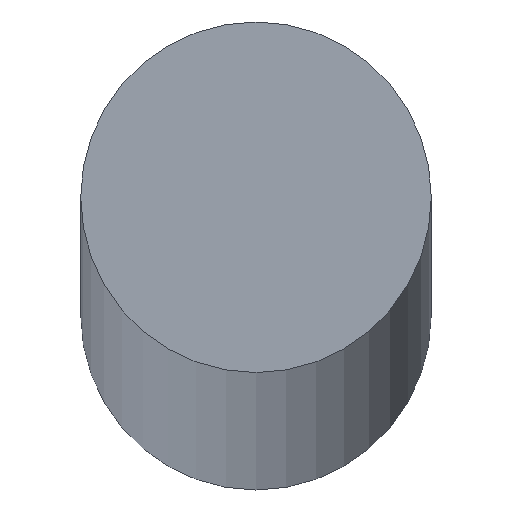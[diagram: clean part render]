
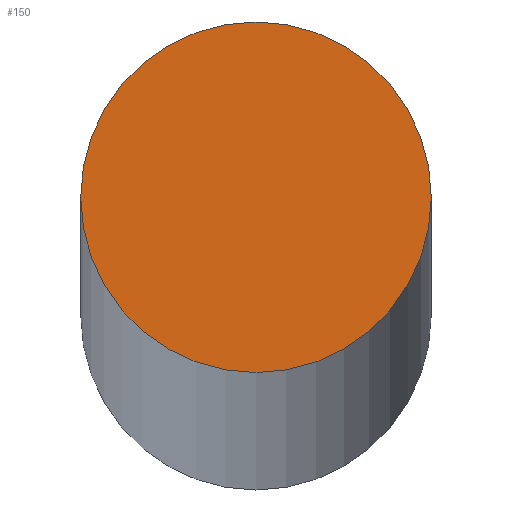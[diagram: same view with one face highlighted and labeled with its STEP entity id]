
A CAD part, top view. The second image highlights one B-rep face of the part: STEP entity #150.
In plain terms, the highlighted planar face has unit normal (0, 0, 1).
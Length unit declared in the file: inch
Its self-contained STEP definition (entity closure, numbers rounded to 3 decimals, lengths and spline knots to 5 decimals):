
#5 = FACE_OUTER_BOUND ( 'NONE', #10, .T. ) ;
#6 = DIRECTION ( 'NONE',  ( 0., 0., 1. ) ) ;
#9 = CIRCLE ( 'NONE', #101, 0.1875 ) ;
#10 = EDGE_LOOP ( 'NONE', ( #88, #87 ) ) ;
#13 = VERTEX_POINT ( 'NONE', #130 ) ;
#42 = EDGE_CURVE ( 'NONE', #13, #57, #128, .T. ) ;
#48 = DIRECTION ( 'NONE',  ( 1., 0., 0. ) ) ;
#50 = CARTESIAN_POINT ( 'NONE',  ( 0., 0., 36. ) ) ;
#57 = VERTEX_POINT ( 'NONE', #94 ) ;
#62 = DIRECTION ( 'NONE',  ( 0., 0., 1. ) ) ;
#71 = AXIS2_PLACEMENT_3D ( 'NONE', #111, #62, #134 ) ;
#74 = CARTESIAN_POINT ( 'NONE',  ( 0., 0., 36. ) ) ;
#75 = AXIS2_PLACEMENT_3D ( 'NONE', #74, #146, #152 ) ;
#87 = ORIENTED_EDGE ( 'NONE', *, *, #103, .T. ) ;
#88 = ORIENTED_EDGE ( 'NONE', *, *, #42, .T. ) ;
#94 = CARTESIAN_POINT ( 'NONE',  ( 0.1875, 0., 36. ) ) ;
#101 = AXIS2_PLACEMENT_3D ( 'NONE', #50, #6, #48 ) ;
#103 = EDGE_CURVE ( 'NONE', #57, #13, #9, .T. ) ;
#111 = CARTESIAN_POINT ( 'NONE',  ( 0., 0., 36. ) ) ;
#128 = CIRCLE ( 'NONE', #71, 0.1875 ) ;
#130 = CARTESIAN_POINT ( 'NONE',  ( -0.1875, 0., 36. ) ) ;
#134 = DIRECTION ( 'NONE',  ( 1., 0., 0. ) ) ;
#146 = DIRECTION ( 'NONE',  ( 0., 0., 1. ) ) ;
#148 = PLANE ( 'NONE',  #75 ) ;
#150 = ADVANCED_FACE ( 'NONE', ( #5 ), #148, .T. ) ;
#152 = DIRECTION ( 'NONE',  ( 1., 0., 0. ) ) ;
